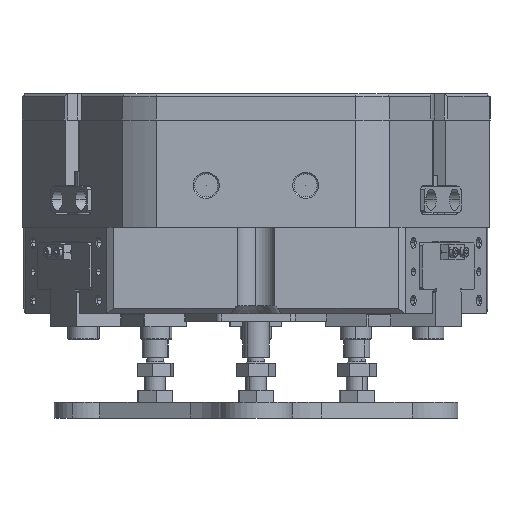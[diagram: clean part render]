
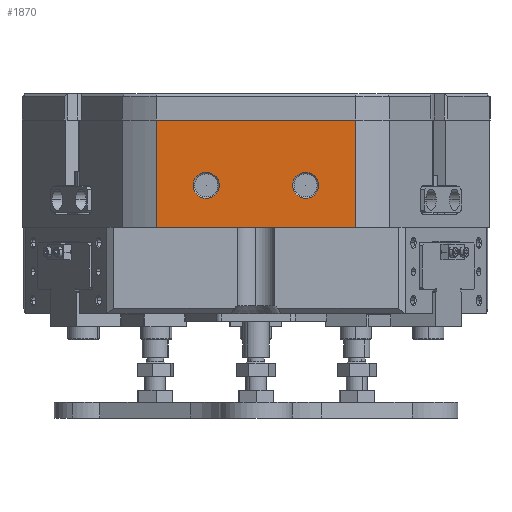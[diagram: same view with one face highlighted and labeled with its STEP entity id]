
A CAD part, left-side view. The second image highlights one B-rep face of the part: STEP entity #1870.
In plain terms, the highlighted planar face has unit normal (-1, 0, 0).
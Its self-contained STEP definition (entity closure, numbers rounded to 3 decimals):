
#36 = CARTESIAN_POINT ( 'NONE',  ( -96.088, 44.001, 212. ) ) ;
#517 = AXIS2_PLACEMENT_3D ( 'NONE', #50560, #43538, #35651 ) ;
#1428 = VERTEX_POINT ( 'NONE', #7183 ) ;
#1870 = ADVANCED_FACE ( 'NONE', ( #13076, #31837, #11826 ), #10863, .F. ) ;
#1960 = DIRECTION ( 'NONE',  ( 1., 0., 0. ) ) ;
#2329 = AXIS2_PLACEMENT_3D ( 'NONE', #6846, #14928, #22757 ) ;
#2476 = CARTESIAN_POINT ( 'NONE',  ( -96.088, -13.068, 182. ) ) ;
#2510 = CARTESIAN_POINT ( 'NONE',  ( -96.088, -32.137, 212. ) ) ;
#3515 = CARTESIAN_POINT ( 'NONE',  ( -96.088, 24.932, 187. ) ) ;
#3697 = LINE ( 'NONE', #29652, #11250 ) ;
#4518 = CIRCLE ( 'NONE', #41186, 5. ) ;
#4685 = CIRCLE ( 'NONE', #2329, 5. ) ;
#5123 = EDGE_LOOP ( 'NONE', ( #51531, #12343 ) ) ;
#5641 = DIRECTION ( 'NONE',  ( 0., 0., -1. ) ) ;
#5701 = VECTOR ( 'NONE', #20221, 1000. ) ;
#6670 = CARTESIAN_POINT ( 'NONE',  ( -96.088, -13.068, 192. ) ) ;
#6846 = CARTESIAN_POINT ( 'NONE',  ( -96.088, 24.932, 187. ) ) ;
#7183 = CARTESIAN_POINT ( 'NONE',  ( -96.088, 24.932, 182. ) ) ;
#7759 = ORIENTED_EDGE ( 'NONE', *, *, #16363, .F. ) ;
#8147 = EDGE_CURVE ( 'NONE', #37744, #49407, #3697, .T. ) ;
#8305 = ORIENTED_EDGE ( 'NONE', *, *, #8147, .F. ) ;
#8600 = CARTESIAN_POINT ( 'NONE',  ( -96.088, 5.932, 212. ) ) ;
#9065 = CARTESIAN_POINT ( 'NONE',  ( -96.088, 24.932, 192. ) ) ;
#10863 = PLANE ( 'NONE',  #517 ) ;
#11250 = VECTOR ( 'NONE', #33329, 1000. ) ;
#11826 = FACE_OUTER_BOUND ( 'NONE', #45210, .T. ) ;
#11931 = DIRECTION ( 'NONE',  ( 1., 0., 0. ) ) ;
#12343 = ORIENTED_EDGE ( 'NONE', *, *, #13309, .T. ) ;
#13076 = FACE_BOUND ( 'NONE', #23434, .T. ) ;
#13309 = EDGE_CURVE ( 'NONE', #1428, #24570, #4518, .T. ) ;
#14928 = DIRECTION ( 'NONE',  ( 1., 0., 0. ) ) ;
#15760 = VERTEX_POINT ( 'NONE', #49459 ) ;
#16100 = DIRECTION ( 'NONE',  ( 0., 0., -1. ) ) ;
#16363 = EDGE_CURVE ( 'NONE', #29828, #15760, #26909, .T. ) ;
#17190 = DIRECTION ( 'NONE',  ( 0., 0., -1. ) ) ;
#20221 = DIRECTION ( 'NONE',  ( 0., 1., 0. ) ) ;
#22482 = EDGE_CURVE ( 'NONE', #29828, #49407, #51480, .T. ) ;
#22757 = DIRECTION ( 'NONE',  ( 0., 0., -1. ) ) ;
#23434 = EDGE_LOOP ( 'NONE', ( #45373, #50640 ) ) ;
#23483 = EDGE_CURVE ( 'NONE', #15760, #37744, #28241, .T. ) ;
#23623 = DIRECTION ( 'NONE',  ( 0., 0., -1. ) ) ;
#24064 = AXIS2_PLACEMENT_3D ( 'NONE', #41496, #1960, #5641 ) ;
#24101 = EDGE_CURVE ( 'NONE', #45435, #47279, #45654, .T. ) ;
#24567 = CARTESIAN_POINT ( 'NONE',  ( -96.088, -54.068, 171. ) ) ;
#24570 = VERTEX_POINT ( 'NONE', #9065 ) ;
#25222 = DIRECTION ( 'NONE',  ( 0., 1., 0. ) ) ;
#26909 = LINE ( 'NONE', #49564, #27499 ) ;
#27499 = VECTOR ( 'NONE', #17190, 1000. ) ;
#28241 = LINE ( 'NONE', #24567, #5701 ) ;
#29652 = CARTESIAN_POINT ( 'NONE',  ( -96.088, 44.001, 212. ) ) ;
#29828 = VERTEX_POINT ( 'NONE', #2510 ) ;
#31348 = ORIENTED_EDGE ( 'NONE', *, *, #22482, .T. ) ;
#31837 = FACE_BOUND ( 'NONE', #5123, .T. ) ;
#32435 = AXIS2_PLACEMENT_3D ( 'NONE', #51806, #48279, #23623 ) ;
#33329 = DIRECTION ( 'NONE',  ( 0., 0., 1. ) ) ;
#34228 = CIRCLE ( 'NONE', #32435, 5. ) ;
#35651 = DIRECTION ( 'NONE',  ( 0., 0., -1. ) ) ;
#37744 = VERTEX_POINT ( 'NONE', #41623 ) ;
#40826 = VECTOR ( 'NONE', #25222, 1000. ) ;
#41186 = AXIS2_PLACEMENT_3D ( 'NONE', #3515, #11931, #16100 ) ;
#41496 = CARTESIAN_POINT ( 'NONE',  ( -96.088, -13.068, 187. ) ) ;
#41623 = CARTESIAN_POINT ( 'NONE',  ( -96.088, 44.001, 171. ) ) ;
#43538 = DIRECTION ( 'NONE',  ( 1., 0., 0. ) ) ;
#45210 = EDGE_LOOP ( 'NONE', ( #31348, #8305, #45348, #7759 ) ) ;
#45348 = ORIENTED_EDGE ( 'NONE', *, *, #23483, .F. ) ;
#45373 = ORIENTED_EDGE ( 'NONE', *, *, #47404, .T. ) ;
#45435 = VERTEX_POINT ( 'NONE', #2476 ) ;
#45654 = CIRCLE ( 'NONE', #24064, 5. ) ;
#47279 = VERTEX_POINT ( 'NONE', #6670 ) ;
#47404 = EDGE_CURVE ( 'NONE', #47279, #45435, #34228, .T. ) ;
#48279 = DIRECTION ( 'NONE',  ( 1., 0., 0. ) ) ;
#49407 = VERTEX_POINT ( 'NONE', #36 ) ;
#49459 = CARTESIAN_POINT ( 'NONE',  ( -96.088, -32.137, 171. ) ) ;
#49564 = CARTESIAN_POINT ( 'NONE',  ( -96.088, -32.137, 212. ) ) ;
#49720 = EDGE_CURVE ( 'NONE', #24570, #1428, #4685, .T. ) ;
#50560 = CARTESIAN_POINT ( 'NONE',  ( -96.088, -54.068, 231.198 ) ) ;
#50640 = ORIENTED_EDGE ( 'NONE', *, *, #24101, .T. ) ;
#51480 = LINE ( 'NONE', #8600, #40826 ) ;
#51531 = ORIENTED_EDGE ( 'NONE', *, *, #49720, .T. ) ;
#51806 = CARTESIAN_POINT ( 'NONE',  ( -96.088, -13.068, 187. ) ) ;
